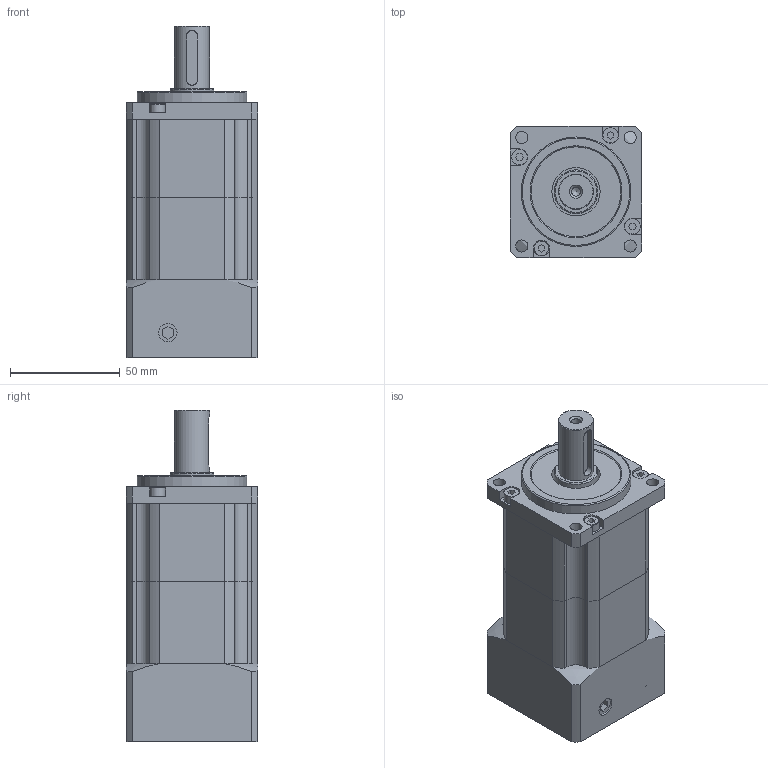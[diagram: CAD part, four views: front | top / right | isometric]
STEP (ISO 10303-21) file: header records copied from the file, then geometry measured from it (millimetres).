
FILE_DESCRIPTION((''),'2;1');
FILE_NAME('GPN625.stp','2012-08-16T10:51:01',('Will'),(''),'Autodesk Inventor 2009','Autodesk Inventor 2009','');
FILE_SCHEMA(('AUTOMOTIVE_DESIGN { 1 0 10303 214 1 1 1 1 }'));
Length unit declared in the file: millimetre
Products named in the file (1): GPN625
Bounding box: 60 x 60 x 151.5 mm (x, y, z)
Volume: 362774.1 mm3; surface area: 58448.7 mm2
Topology: 1 solids, 1 shells, 328 faces, 804 edges, 533 vertices
Faces by surface type: plane 209, cylinder 74, bspline 35, torus 6, cone 4
Full cylindrical faces by diameter (mm): 4 x4, 4.3 x2, 5.5 x4, 7 x10, 14 x1, 16 x1, 20 x1, 22 x1, 30 x1, 33 x1, 40 x1, 50 x2, 55 x1
Entity records: 10312 total; most frequent: CARTESIAN_POINT 2560, DIRECTION 1500, ORIENTED_EDGE 1416, EDGE_CURVE 708, AXIS2_PLACEMENT_3D 522, VERTEX_POINT 502, EDGE_LOOP 460, VECTOR 456
